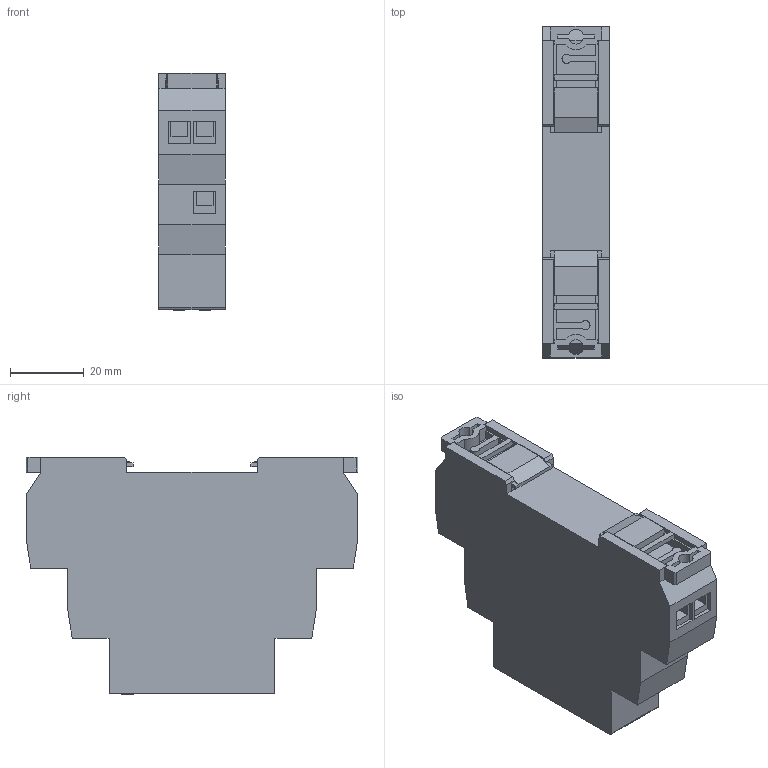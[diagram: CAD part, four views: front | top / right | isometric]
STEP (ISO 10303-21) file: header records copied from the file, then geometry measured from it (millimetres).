
FILE_DESCRIPTION (( 'STEP AP203' ), '1' );
FILE_NAME ('ORT-D-ACDC12-240V Ðåëå çàäåðæêè âûêëþ÷åíèÿ ïðè ñíÿòèè ïèòàíèÿ ORT. 12-240 Â AC_DC IEK.STEP', '2017-12-25T11:53:31', ( '' ), ( '' ), 'SwSTEP 2.0', 'SolidWorks 2014', '' );
FILE_SCHEMA (( 'CONFIG_CONTROL_DESIGN' ));
Length unit declared in the file: millimetre
Products named in the file (1): ORT-D-ACDC12-240V Ðåëå çàäåðæêè âûêëþ÷åíèÿ ïðè ñíÿòèè ïèòàíèÿ ORT. 12-240 Â AC_DC IEK
Bounding box: 18 x 90 x 64.3 mm (x, y, z)
Volume: 77734.9 mm3; surface area: 17772.7 mm2
Topology: 1 solids, 2 shells, 505 faces, 1393 edges, 919 vertices
Faces by surface type: plane 429, bspline 41, cylinder 25, torus 10
Full cylindrical faces by diameter (mm): 1.38 x1, 3.095 x2, 4.3 x5, 5 x2
Entity records: 18061 total; most frequent: CARTESIAN_POINT 5427, ORIENTED_EDGE 2748, DIRECTION 2282, EDGE_CURVE 1374, VECTOR 1192, LINE 1192, VERTEX_POINT 910, EDGE_LOOP 558
